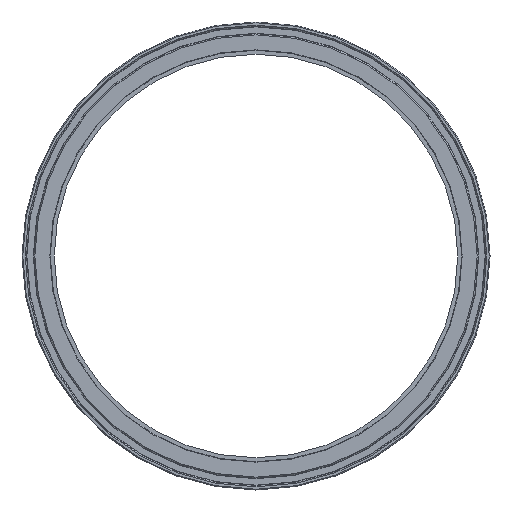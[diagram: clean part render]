
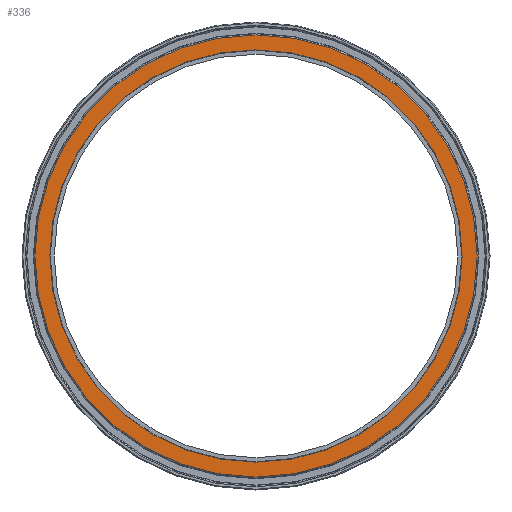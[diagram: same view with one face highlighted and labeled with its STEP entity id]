
A CAD part, left-side view. The second image highlights one B-rep face of the part: STEP entity #336.
In plain terms, the highlighted planar face has unit normal (-1, 0, 0).
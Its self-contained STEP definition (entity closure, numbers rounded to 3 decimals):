
#27=FACE_BOUND('',#62,.T.);
#33=PLANE('',#380);
#40=FACE_OUTER_BOUND('',#61,.T.);
#61=EDGE_LOOP('',(#237));
#62=EDGE_LOOP('',(#238));
#107=CIRCLE('',#377,127.75);
#110=CIRCLE('',#381,137.);
#147=VERTEX_POINT('',#573);
#150=VERTEX_POINT('',#581);
#182=EDGE_CURVE('',#147,#147,#107,.T.);
#186=EDGE_CURVE('',#150,#150,#110,.T.);
#237=ORIENTED_EDGE('',*,*,#186,.F.);
#238=ORIENTED_EDGE('',*,*,#182,.F.);
#336=ADVANCED_FACE('',(#40,#27),#33,.T.);
#377=AXIS2_PLACEMENT_3D('',#574,#441,#442);
#380=AXIS2_PLACEMENT_3D('',#580,#448,#449);
#381=AXIS2_PLACEMENT_3D('',#582,#450,#451);
#441=DIRECTION('center_axis',(-1.,0.,0.));
#442=DIRECTION('ref_axis',(0.,0.,-1.));
#448=DIRECTION('center_axis',(-1.,0.,0.));
#449=DIRECTION('ref_axis',(0.,0.,1.));
#450=DIRECTION('center_axis',(1.,0.,0.));
#451=DIRECTION('ref_axis',(0.,0.,-1.));
#573=CARTESIAN_POINT('',(0.,0.,127.75));
#574=CARTESIAN_POINT('Origin',(0.,0.,0.));
#580=CARTESIAN_POINT('Origin',(0.,0.,137.5));
#581=CARTESIAN_POINT('',(0.,0.,137.));
#582=CARTESIAN_POINT('Origin',(0.,0.,0.));
